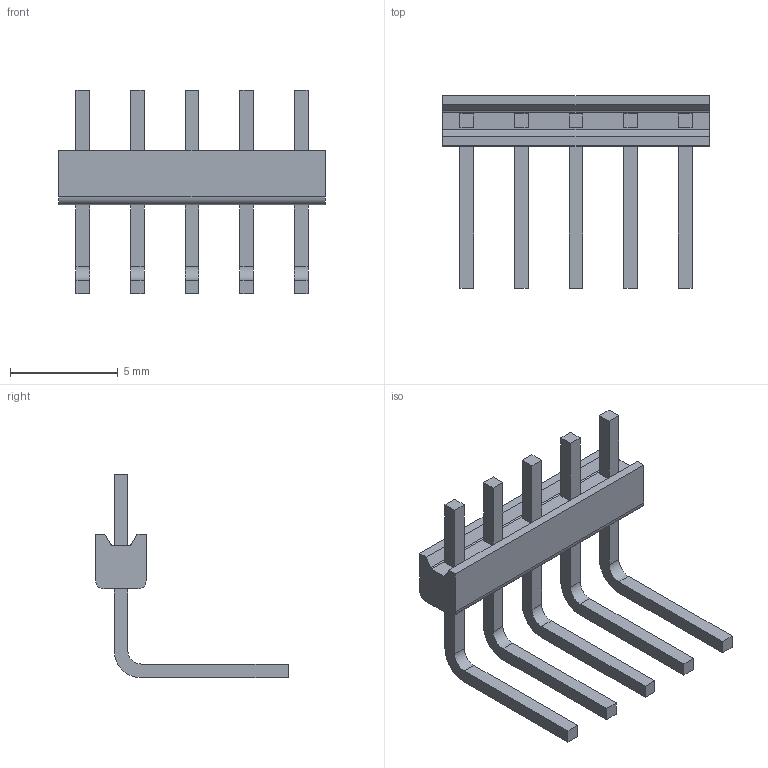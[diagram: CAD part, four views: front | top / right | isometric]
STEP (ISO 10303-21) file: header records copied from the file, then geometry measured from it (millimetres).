
FILE_DESCRIPTION((''),'2;1');
FILE_NAME('C-3-644457-5','2008-08-21T',('workeradm'),('Tyco Electronics Corporation'),'PRO/ENGINEER BY PARAMETRIC TECHNOLOGY CORPORATION, 2005450','PRO/ENGINEER BY PARAMETRIC TECHNOLOGY CORPORATION, 2005450','');
FILE_SCHEMA(('CONFIG_CONTROL_DESIGN', 'GEOMETRIC_VALIDATION_PROPERTIES_MIM'));
Length unit declared in the file: millimetre
Products named in the file (1): C-3-644457-5
Bounding box: 12.4 x 8.94 x 9.46 mm (x, y, z)
Volume: 94.5 mm3; surface area: 318.3 mm2
Topology: 1 solids, 1 shells, 84 faces, 216 edges, 144 vertices
Faces by surface type: plane 70, cylinder 14
Entity records: 2657 total; most frequent: CARTESIAN_POINT 445, ORIENTED_EDGE 432, DIRECTION 412, EDGE_CURVE 216, VECTOR 188, LINE 188, VERTEX_POINT 144, AXIS2_PLACEMENT_3D 112
